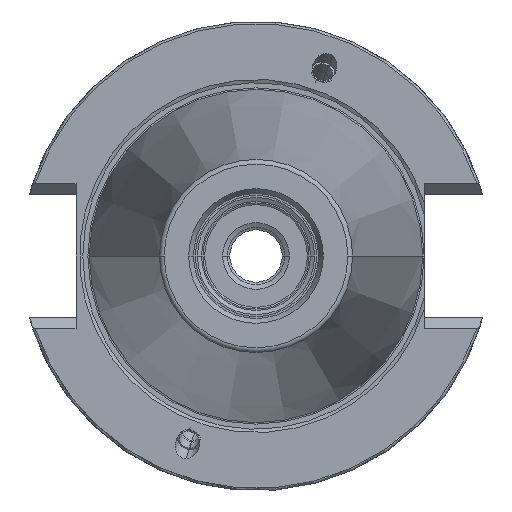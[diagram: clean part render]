
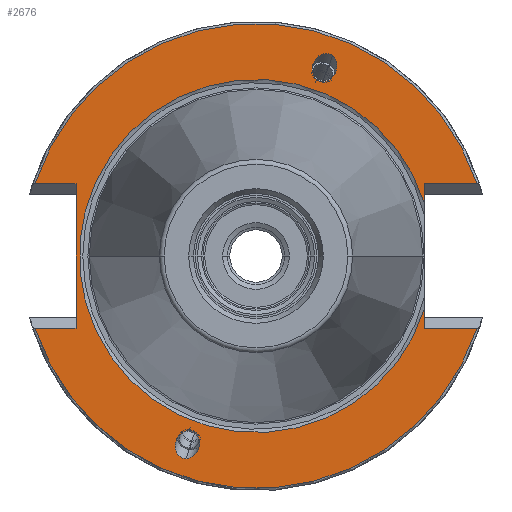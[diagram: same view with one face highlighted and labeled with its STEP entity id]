
A CAD part, left-side view. The second image highlights one B-rep face of the part: STEP entity #2676.
In plain terms, the highlighted planar face has unit normal (-1, 0, 0).
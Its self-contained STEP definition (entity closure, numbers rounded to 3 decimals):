
#587=DIRECTION('',(0.,0.,1.));
#588=VECTOR('',#587,4.083);
#589=CARTESIAN_POINT('',(1.5,-35.306,-15.15));
#590=LINE('',#589,#588);
#591=DIRECTION('',(0.,0.,1.));
#592=VECTOR('',#591,4.083);
#593=CARTESIAN_POINT('',(1.5,-35.306,11.067));
#594=LINE('',#593,#592);
#599=CARTESIAN_POINT('',(1.5,-46.297,-15.15));
#617=CARTESIAN_POINT('',(1.5,0.,0.));
#618=DIRECTION('',(-1.,0.,0.));
#619=DIRECTION('',(0.,0.95,-0.311));
#620=AXIS2_PLACEMENT_3D('',#617,#618,#619);
#629=CARTESIAN_POINT('',(1.5,46.297,-15.15));
#649=DIRECTION('',(0.,0.,-1.));
#650=VECTOR('',#649,30.3);
#651=CARTESIAN_POINT('',(1.5,37.719,15.15));
#652=LINE('',#651,#650);
#797=CARTESIAN_POINT('',(1.5,46.297,15.15));
#815=CARTESIAN_POINT('',(1.5,0.,0.));
#816=DIRECTION('',(-1.,0.,0.));
#817=DIRECTION('',(0.,-0.95,0.311));
#818=AXIS2_PLACEMENT_3D('',#815,#816,#817);
#827=CARTESIAN_POINT('',(1.5,-46.297,15.15));
#833=DIRECTION('',(0.,1.,0.));
#834=VECTOR('',#833,8.578);
#835=CARTESIAN_POINT('',(1.5,37.719,-15.15));
#836=LINE('',#835,#834);
#837=DIRECTION('',(0.,-1.,0.));
#838=VECTOR('',#837,8.578);
#839=CARTESIAN_POINT('',(1.5,46.297,15.15));
#840=LINE('',#839,#838);
#841=DIRECTION('',(0.,-1.,0.));
#842=VECTOR('',#841,10.991);
#843=CARTESIAN_POINT('',(1.5,-35.306,15.15));
#844=LINE('',#843,#842);
#845=DIRECTION('',(0.,1.,0.));
#846=VECTOR('',#845,10.991);
#847=CARTESIAN_POINT('',(1.5,-46.297,-15.15));
#848=LINE('',#847,#846);
#849=CARTESIAN_POINT('',(1.5,14.694,-42.46));
#850=CARTESIAN_POINT('',(1.5,14.994,-42.46));
#851=CARTESIAN_POINT('',(1.5,15.629,-42.331));
#852=CARTESIAN_POINT('',(1.5,16.461,-41.648));
#853=CARTESIAN_POINT('',(1.5,16.927,-40.574));
#854=CARTESIAN_POINT('',(1.5,16.969,-39.467));
#855=CARTESIAN_POINT('',(1.5,16.684,-38.36));
#856=CARTESIAN_POINT('',(1.5,15.982,-37.286));
#857=CARTESIAN_POINT('',(1.5,14.999,-36.603));
#858=CARTESIAN_POINT('',(1.5,14.336,-36.474));
#859=CARTESIAN_POINT('',(1.5,14.036,-36.474));
#861=CARTESIAN_POINT('',(1.5,14.036,-36.474));
#862=CARTESIAN_POINT('',(1.5,13.735,-36.474));
#863=CARTESIAN_POINT('',(1.5,13.1,-36.603));
#864=CARTESIAN_POINT('',(1.5,12.268,-37.286));
#865=CARTESIAN_POINT('',(1.5,11.802,-38.36));
#866=CARTESIAN_POINT('',(1.5,11.761,-39.467));
#867=CARTESIAN_POINT('',(1.5,12.046,-40.574));
#868=CARTESIAN_POINT('',(1.5,12.748,-41.648));
#869=CARTESIAN_POINT('',(1.5,13.73,-42.331));
#870=CARTESIAN_POINT('',(1.5,14.393,-42.46));
#871=CARTESIAN_POINT('',(1.5,14.694,-42.46));
#873=CARTESIAN_POINT('',(1.5,-16.036,41.971));
#874=CARTESIAN_POINT('',(1.5,-15.806,42.164));
#875=CARTESIAN_POINT('',(1.5,-15.237,42.474));
#876=CARTESIAN_POINT('',(1.5,-14.161,42.486));
#877=CARTESIAN_POINT('',(1.5,-13.114,41.962));
#878=CARTESIAN_POINT('',(1.5,-12.37,41.141));
#879=CARTESIAN_POINT('',(1.5,-11.877,40.11));
#880=CARTESIAN_POINT('',(1.5,-11.724,38.835));
#881=CARTESIAN_POINT('',(1.5,-12.038,37.681));
#882=CARTESIAN_POINT('',(1.5,-12.463,37.156));
#883=CARTESIAN_POINT('',(1.5,-12.693,36.963));
#885=CARTESIAN_POINT('',(1.5,-12.693,36.963));
#886=CARTESIAN_POINT('',(1.5,-12.923,36.77));
#887=CARTESIAN_POINT('',(1.5,-13.492,36.46));
#888=CARTESIAN_POINT('',(1.5,-14.569,36.448));
#889=CARTESIAN_POINT('',(1.5,-15.616,36.972));
#890=CARTESIAN_POINT('',(1.5,-16.36,37.793));
#891=CARTESIAN_POINT('',(1.5,-16.853,38.825));
#892=CARTESIAN_POINT('',(1.5,-17.006,40.099));
#893=CARTESIAN_POINT('',(1.5,-16.692,41.253));
#894=CARTESIAN_POINT('',(1.5,-16.267,41.778));
#895=CARTESIAN_POINT('',(1.5,-16.036,41.971));
#907=CARTESIAN_POINT('',(1.5,-35.306,-11.067));
#909=CARTESIAN_POINT('',(1.5,0.,0.));
#910=DIRECTION('',(1.,0.,0.));
#911=DIRECTION('',(0.,-0.954,-0.299));
#912=AXIS2_PLACEMENT_3D('',#909,#910,#911);
#914=CARTESIAN_POINT('',(1.5,-35.306,11.067));
#1502=VERTEX_POINT('',#914);
#1503=VERTEX_POINT('',#907);
#1528=CARTESIAN_POINT('',(1.5,37.719,-15.15));
#1529=VERTEX_POINT('',#1528);
#1530=CARTESIAN_POINT('',(1.5,37.719,15.15));
#1531=VERTEX_POINT('',#1530);
#1532=CARTESIAN_POINT('',(1.5,-35.306,15.15));
#1533=VERTEX_POINT('',#1532);
#1534=CARTESIAN_POINT('',(1.5,-35.306,-15.15));
#1535=VERTEX_POINT('',#1534);
#1541=VERTEX_POINT('',#629);
#1542=VERTEX_POINT('',#599);
#1545=VERTEX_POINT('',#827);
#1546=VERTEX_POINT('',#797);
#1574=VERTEX_POINT('',#849);
#1575=VERTEX_POINT('',#859);
#1595=CARTESIAN_POINT('',(1.5,-16.036,41.971));
#1596=VERTEX_POINT('',#1595);
#1597=CARTESIAN_POINT('',(1.5,-12.693,36.963));
#1598=VERTEX_POINT('',#1597);
#2646=CARTESIAN_POINT('',(1.5,0.,0.));
#2647=DIRECTION('',(1.,0.,0.));
#2648=DIRECTION('',(0.,-1.,0.));
#2649=AXIS2_PLACEMENT_3D('',#2646,#2647,#2648);
#2650=PLANE('',#2649);
#2651=ORIENTED_EDGE('',*,*,#2384,.F.);
#2652=ORIENTED_EDGE('',*,*,#2400,.F.);
#2653=ORIENTED_EDGE('',*,*,#2414,.F.);
#2654=ORIENTED_EDGE('',*,*,#2610,.F.);
#2655=ORIENTED_EDGE('',*,*,#2626,.F.);
#2656=ORIENTED_EDGE('',*,*,#2641,.F.);
#2657=ORIENTED_EDGE('',*,*,#2352,.F.);
#2659=ORIENTED_EDGE('',*,*,#2658,.F.);
#2660=ORIENTED_EDGE('',*,*,#2344,.F.);
#2661=ORIENTED_EDGE('',*,*,#2368,.F.);
#2662=EDGE_LOOP('',(#2651,#2652,#2653,#2654,#2655,#2656,#2657,#2659,#2660,
#2661));
#2663=FACE_OUTER_BOUND('',#2662,.F.);
#2665=ORIENTED_EDGE('',*,*,#2664,.F.);
#2667=ORIENTED_EDGE('',*,*,#2666,.F.);
#2668=EDGE_LOOP('',(#2665,#2667));
#2669=FACE_BOUND('',#2668,.F.);
#2671=ORIENTED_EDGE('',*,*,#2670,.T.);
#2673=ORIENTED_EDGE('',*,*,#2672,.T.);
#2674=EDGE_LOOP('',(#2671,#2673));
#2675=FACE_BOUND('',#2674,.F.);
#2676=ADVANCED_FACE('',(#2663,#2669,#2675),#2650,.F.);
#621=CIRCLE('',#620,48.713);
#819=CIRCLE('',#818,48.713);
#860=B_SPLINE_CURVE_WITH_KNOTS('',3,(#849,#850,#851,#852,#853,#854,#855,#856,
#857,#858,#859),.UNSPECIFIED.,.F.,.F.,(4,1,1,1,1,1,1,1,4),(0.,0.125,0.25,
0.375,0.5,0.625,0.75,0.875,1.),.UNSPECIFIED.);
#872=B_SPLINE_CURVE_WITH_KNOTS('',3,(#861,#862,#863,#864,#865,#866,#867,#868,
#869,#870,#871),.UNSPECIFIED.,.F.,.F.,(4,1,1,1,1,1,1,1,4),(0.,0.125,0.25,
0.375,0.5,0.625,0.75,0.875,1.),.UNSPECIFIED.);
#884=B_SPLINE_CURVE_WITH_KNOTS('',3,(#873,#874,#875,#876,#877,#878,#879,#880,
#881,#882,#883),.UNSPECIFIED.,.F.,.F.,(4,1,1,1,1,1,1,1,4),(0.,0.125,0.25,
0.375,0.5,0.625,0.75,0.875,1.),.UNSPECIFIED.);
#896=B_SPLINE_CURVE_WITH_KNOTS('',3,(#885,#886,#887,#888,#889,#890,#891,#892,
#893,#894,#895),.UNSPECIFIED.,.F.,.F.,(4,1,1,1,1,1,1,1,4),(0.,0.125,0.25,
0.375,0.5,0.625,0.75,0.875,1.),.UNSPECIFIED.);
#913=CIRCLE('',#912,37.);
#2344=EDGE_CURVE('',#1535,#1503,#590,.T.);
#2352=EDGE_CURVE('',#1502,#1533,#594,.T.);
#2368=EDGE_CURVE('',#1542,#1535,#848,.T.);
#2384=EDGE_CURVE('',#1541,#1542,#621,.T.);
#2400=EDGE_CURVE('',#1529,#1541,#836,.T.);
#2414=EDGE_CURVE('',#1531,#1529,#652,.T.);
#2610=EDGE_CURVE('',#1546,#1531,#840,.T.);
#2626=EDGE_CURVE('',#1545,#1546,#819,.T.);
#2641=EDGE_CURVE('',#1533,#1545,#844,.T.);
#2658=EDGE_CURVE('',#1503,#1502,#913,.T.);
#2664=EDGE_CURVE('',#1574,#1575,#860,.T.);
#2666=EDGE_CURVE('',#1575,#1574,#872,.T.);
#2670=EDGE_CURVE('',#1596,#1598,#884,.T.);
#2672=EDGE_CURVE('',#1598,#1596,#896,.T.);
